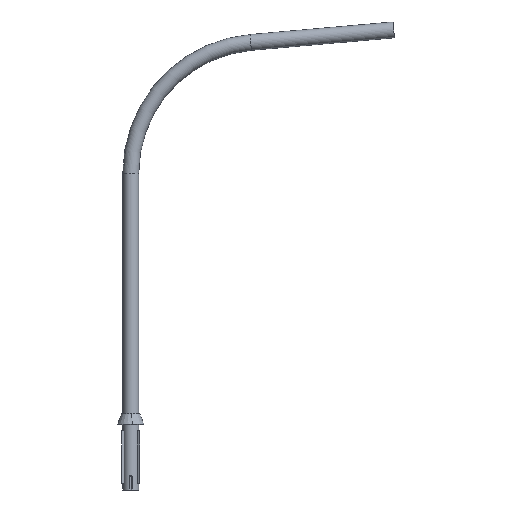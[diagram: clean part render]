
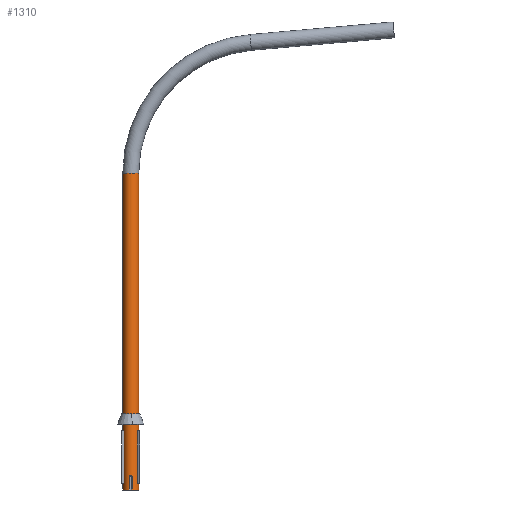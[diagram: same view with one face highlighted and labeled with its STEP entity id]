
A CAD part, front view. The second image highlights one B-rep face of the part: STEP entity #1310.
In plain terms, the highlighted cylindrical face has radius 30.15 mm (diameter 60.3 mm), a partial arc.
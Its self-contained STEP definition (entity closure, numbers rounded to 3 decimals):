
#94 = CARTESIAN_POINT ( 'NONE',  ( 4.786, -196.307, 29.768 ) ) ;
#107 = CIRCLE ( 'NONE', #623, 30.15 ) ;
#108 = CARTESIAN_POINT ( 'NONE',  ( -1.003, -194.021, 30.134 ) ) ;
#116 = CARTESIAN_POINT ( 'NONE',  ( -3.99, -195.449, 29.886 ) ) ;
#126 = CARTESIAN_POINT ( 'NONE',  ( 3.02, -194.745, 30. ) ) ;
#135 = AXIS2_PLACEMENT_3D ( 'NONE', #771, #1530, #192 ) ;
#136 = LINE ( 'NONE', #720, #1568 ) ;
#138 = ORIENTED_EDGE ( 'NONE', *, *, #1394, .T. ) ;
#160 = EDGE_CURVE ( 'NONE', #1100, #1873, #421, .T. ) ;
#187 = CARTESIAN_POINT ( 'NONE',  ( -6.022, -200., 29.542 ) ) ;
#192 = DIRECTION ( 'NONE',  ( -1., 0., 0. ) ) ;
#237 = CARTESIAN_POINT ( 'NONE',  ( -4.904, -196.484, 29.749 ) ) ;
#245 = CARTESIAN_POINT ( 'NONE',  ( -4.788, -196.325, 29.768 ) ) ;
#252 = ORIENTED_EDGE ( 'NONE', *, *, #966, .F. ) ;
#253 = CARTESIAN_POINT ( 'NONE',  ( 6.022, -199.6, 29.542 ) ) ;
#272 = CARTESIAN_POINT ( 'NONE',  ( 6.022, -200., 29.542 ) ) ;
#356 = AXIS2_PLACEMENT_3D ( 'NONE', #1536, #784, #479 ) ;
#374 = CARTESIAN_POINT ( 'NONE',  ( -1.96, -194.257, 30.088 ) ) ;
#393 = CARTESIAN_POINT ( 'NONE',  ( 5.411, -197.317, 29.661 ) ) ;
#403 = CARTESIAN_POINT ( 'NONE',  ( 5.222, -196.963, 29.695 ) ) ;
#421 = CIRCLE ( 'NONE', #356, 30.15 ) ;
#440 = ORIENTED_EDGE ( 'NONE', *, *, #1091, .T. ) ;
#445 = DIRECTION ( 'NONE',  ( 0., -1., 0. ) ) ;
#465 = VERTEX_POINT ( 'NONE', #896 ) ;
#479 = DIRECTION ( 'NONE',  ( 1., 0., 0. ) ) ;
#533 = CARTESIAN_POINT ( 'NONE',  ( 0.777, -193.976, 30.143 ) ) ;
#568 = CARTESIAN_POINT ( 'NONE',  ( -5.64, -197.871, 29.618 ) ) ;
#591 = VECTOR ( 'NONE', #792, 1000. ) ;
#609 = EDGE_CURVE ( 'NONE', #1100, #714, #1229, .T. ) ;
#623 = AXIS2_PLACEMENT_3D ( 'NONE', #825, #1421, #974 ) ;
#627 = CYLINDRICAL_SURFACE ( 'NONE', #135, 30.15 ) ;
#697 = CARTESIAN_POINT ( 'NONE',  ( -3.689, -195.198, 29.925 ) ) ;
#705 = CARTESIAN_POINT ( 'NONE',  ( -6.022, 0., 29.542 ) ) ;
#707 = CARTESIAN_POINT ( 'NONE',  ( -0.408, -193.95, 30.148 ) ) ;
#712 = CIRCLE ( 'NONE', #1813, 30.15 ) ;
#713 = LINE ( 'NONE', #705, #845 ) ;
#714 = VERTEX_POINT ( 'NONE', #1613 ) ;
#720 = CARTESIAN_POINT ( 'NONE',  ( 6.022, 0., 29.542 ) ) ;
#735 = CARTESIAN_POINT ( 'NONE',  ( 30.15, -250., 0. ) ) ;
#747 = DIRECTION ( 'NONE',  ( -1., 0., 0. ) ) ;
#771 = CARTESIAN_POINT ( 'NONE',  ( 0., 0., 0. ) ) ;
#784 = DIRECTION ( 'NONE',  ( 0., -1., 0. ) ) ;
#792 = DIRECTION ( 'NONE',  ( 0., 1., 0. ) ) ;
#814 = DIRECTION ( 'NONE',  ( 0., 1., 0. ) ) ;
#820 = CARTESIAN_POINT ( 'NONE',  ( -0.211, -193.939, 30.15 ) ) ;
#825 = CARTESIAN_POINT ( 'NONE',  ( 0., -250., 0. ) ) ;
#830 = CARTESIAN_POINT ( 'NONE',  ( 5.982, -199.199, 29.551 ) ) ;
#840 = CARTESIAN_POINT ( 'NONE',  ( -5.983, -199.207, 29.55 ) ) ;
#845 = VECTOR ( 'NONE', #1292, 1000. ) ;
#851 = VERTEX_POINT ( 'NONE', #1209 ) ;
#852 = CARTESIAN_POINT ( 'NONE',  ( -5.413, -197.32, 29.66 ) ) ;
#854 = ORIENTED_EDGE ( 'NONE', *, *, #609, .T. ) ;
#863 = CARTESIAN_POINT ( 'NONE',  ( 0.382, -193.938, 30.15 ) ) ;
#896 = CARTESIAN_POINT ( 'NONE',  ( -6.022, -250., 29.542 ) ) ;
#931 = CARTESIAN_POINT ( 'NONE',  ( -30.15, 0., 0. ) ) ;
#942 = VERTEX_POINT ( 'NONE', #187 ) ;
#960 = ORIENTED_EDGE ( 'NONE', *, *, #1807, .F. ) ;
#966 = EDGE_CURVE ( 'NONE', #1022, #851, #1374, .T. ) ;
#969 = CARTESIAN_POINT ( 'NONE',  ( 1.56, -194.133, 30.112 ) ) ;
#974 = DIRECTION ( 'NONE',  ( 1., 0., 0. ) ) ;
#976 = CARTESIAN_POINT ( 'NONE',  ( 3.673, -195.186, 29.927 ) ) ;
#983 = EDGE_CURVE ( 'NONE', #942, #1575, #1801, .T. ) ;
#985 = CARTESIAN_POINT ( 'NONE',  ( -5.821, -198.438, 29.583 ) ) ;
#1022 = VERTEX_POINT ( 'NONE', #1750 ) ;
#1046 = CARTESIAN_POINT ( 'NONE',  ( 0., 954.346, 0. ) ) ;
#1091 = EDGE_CURVE ( 'NONE', #1575, #1873, #136, .T. ) ;
#1100 = VERTEX_POINT ( 'NONE', #735 ) ;
#1105 = EDGE_CURVE ( 'NONE', #851, #714, #712, .T. ) ;
#1126 = CARTESIAN_POINT ( 'NONE',  ( 1.938, -194.249, 30.09 ) ) ;
#1136 = ORIENTED_EDGE ( 'NONE', *, *, #983, .T. ) ;
#1154 = CARTESIAN_POINT ( 'NONE',  ( -4.539, -196.018, 29.807 ) ) ;
#1190 = ORIENTED_EDGE ( 'NONE', *, *, #160, .F. ) ;
#1209 = CARTESIAN_POINT ( 'NONE',  ( -30.15, 954.346, 0. ) ) ;
#1227 = CARTESIAN_POINT ( 'NONE',  ( -6.022, -200., 29.542 ) ) ;
#1229 = LINE ( 'NONE', #1705, #1650 ) ;
#1268 = CARTESIAN_POINT ( 'NONE',  ( -5.707, -198.059, 29.605 ) ) ;
#1275 = CARTESIAN_POINT ( 'NONE',  ( -0.805, -193.99, 30.14 ) ) ;
#1287 = CARTESIAN_POINT ( 'NONE',  ( -4.406, -195.87, 29.827 ) ) ;
#1292 = DIRECTION ( 'NONE',  ( 0., 1., 0. ) ) ;
#1304 = CARTESIAN_POINT ( 'NONE',  ( 3.977, -195.438, 29.888 ) ) ;
#1310 = ADVANCED_FACE ( 'NONE', ( #1522 ), #627, .T. ) ;
#1325 = DIRECTION ( 'NONE',  ( 0., 1., 0. ) ) ;
#1374 = LINE ( 'NONE', #931, #591 ) ;
#1393 = ORIENTED_EDGE ( 'NONE', *, *, #1105, .F. ) ;
#1394 = EDGE_CURVE ( 'NONE', #465, #942, #713, .T. ) ;
#1417 = CARTESIAN_POINT ( 'NONE',  ( 5.827, -198.423, 29.582 ) ) ;
#1421 = DIRECTION ( 'NONE',  ( 0., -1., 0. ) ) ;
#1437 = CARTESIAN_POINT ( 'NONE',  ( -5.229, -196.974, 29.694 ) ) ;
#1447 = CARTESIAN_POINT ( 'NONE',  ( -5.869, -198.629, 29.573 ) ) ;
#1459 = CARTESIAN_POINT ( 'NONE',  ( -6.022, -199.6, 29.542 ) ) ;
#1461 = CARTESIAN_POINT ( 'NONE',  ( 6.022, -200., 29.542 ) ) ;
#1522 = FACE_OUTER_BOUND ( 'NONE', #1711, .T. ) ;
#1523 = CARTESIAN_POINT ( 'NONE',  ( 6.022, -250., 29.542 ) ) ;
#1530 = DIRECTION ( 'NONE',  ( 0., 1., 0. ) ) ;
#1536 = CARTESIAN_POINT ( 'NONE',  ( 0., -250., 0. ) ) ;
#1568 = VECTOR ( 'NONE', #445, 1000. ) ;
#1573 = CARTESIAN_POINT ( 'NONE',  ( -3.039, -194.757, 29.998 ) ) ;
#1575 = VERTEX_POINT ( 'NONE', #1461 ) ;
#1581 = CARTESIAN_POINT ( 'NONE',  ( -2.687, -194.564, 30.032 ) ) ;
#1587 = CARTESIAN_POINT ( 'NONE',  ( 5.713, -198.047, 29.604 ) ) ;
#1613 = CARTESIAN_POINT ( 'NONE',  ( 30.15, 954.346, 0. ) ) ;
#1650 = VECTOR ( 'NONE', #814, 1000. ) ;
#1705 = CARTESIAN_POINT ( 'NONE',  ( 30.15, 0., 0. ) ) ;
#1711 = EDGE_LOOP ( 'NONE', ( #1190, #854, #1393, #252, #960, #138, #1136, #440 ) ) ;
#1750 = CARTESIAN_POINT ( 'NONE',  ( -30.15, -250., 0. ) ) ;
#1801 = B_SPLINE_CURVE_WITH_KNOTS ( 'NONE', 3,
 ( #1227, #1459, #840, #1447, #985, #1268, #568, #852, #1437, #237, #245, #1154, #1287, #116, #697, #1573, #1581, #374, #1881, #108, #1275, #707, #820, #863, #533, #969, #1126, #1902, #126, #976, #1304, #1871, #94, #403, #393, #1587, #1417, #830, #253, #272 ),
 .UNSPECIFIED., .F., .F.,
 ( 4, 2, 2, 2, 2, 2, 2, 2, 2, 2, 2, 2, 2, 2, 2, 2, 2, 2, 2, 4 ),
 ( 0., 0.001, 0.002, 0.002, 0.004, 0.004, 0.005, 0.006, 0.007, 0.008, 0.009, 0.009, 0.011, 0.012, 0.013, 0.014, 0.015, 0.017, 0.018, 0.019 ),
 .UNSPECIFIED. ) ;
#1807 = EDGE_CURVE ( 'NONE', #465, #1022, #107, .T. ) ;
#1813 = AXIS2_PLACEMENT_3D ( 'NONE', #1046, #1325, #747 ) ;
#1871 = CARTESIAN_POINT ( 'NONE',  ( 4.538, -196.002, 29.808 ) ) ;
#1873 = VERTEX_POINT ( 'NONE', #1523 ) ;
#1881 = CARTESIAN_POINT ( 'NONE',  ( -1.584, -194.14, 30.111 ) ) ;
#1902 = CARTESIAN_POINT ( 'NONE',  ( 2.667, -194.554, 30.034 ) ) ;
